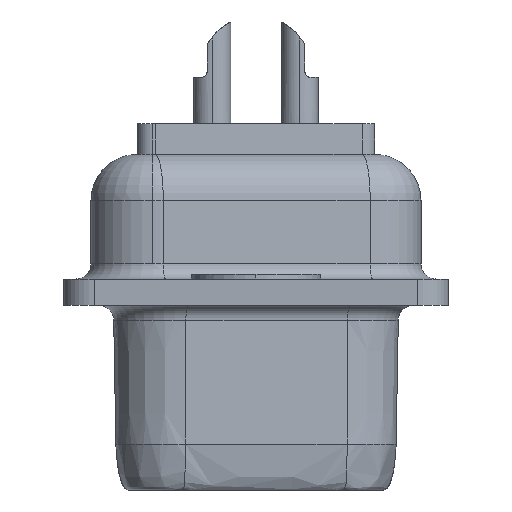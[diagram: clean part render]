
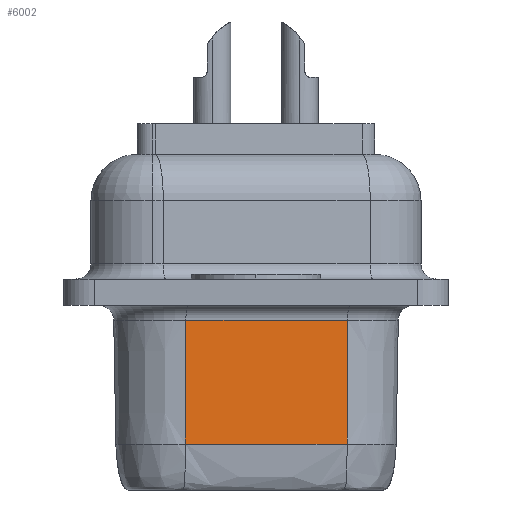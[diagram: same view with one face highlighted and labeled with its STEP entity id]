
A CAD part, left-side view. The second image highlights one B-rep face of the part: STEP entity #6002.
In plain terms, the highlighted planar face has unit normal (-0.985, -0.174, -0.018).
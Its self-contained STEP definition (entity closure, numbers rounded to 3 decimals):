
#625 = CARTESIAN_POINT ( 'NONE',  ( -13.022, 2.291, 1.493 ) ) ;
#928 = CARTESIAN_POINT ( 'NONE',  ( -12.996, 2.295, 0. ) ) ;
#1457 = EDGE_CURVE ( 'NONE', #15351, #13994, #13768, .T. ) ;
#1754 = CARTESIAN_POINT ( 'NONE',  ( -12.07, -2.955, 0. ) ) ;
#1827 = VERTEX_POINT ( 'NONE', #10324 ) ;
#2243 = DIRECTION ( 'NONE',  ( -0.174, 0.985, 0. ) ) ;
#2386 = CARTESIAN_POINT ( 'NONE',  ( -12.405, -1.209, 1.493 ) ) ;
#2633 = B_SPLINE_CURVE_WITH_KNOTS ( 'NONE', 3,
 ( #625, #6426, #2386, #8828 ),
 .UNSPECIFIED., .F., .F.,
 ( 4, 4 ),
 ( 0., 1. ),
 .UNSPECIFIED. ) ;
#3213 = DIRECTION ( 'NONE',  ( 0.017, 0.003, -1. ) ) ;
#3241 = ORIENTED_EDGE ( 'NONE', *, *, #14521, .T. ) ;
#4116 = LINE ( 'NONE', #4260, #4556 ) ;
#4260 = CARTESIAN_POINT ( 'NONE',  ( -13.091, 2.278, 5.509 ) ) ;
#4556 = VECTOR ( 'NONE', #2243, 1000. ) ;
#5248 = CARTESIAN_POINT ( 'NONE',  ( -13.091, 2.278, 5.509 ) ) ;
#5313 = CARTESIAN_POINT ( 'NONE',  ( -12.996, 2.295, 0. ) ) ;
#5752 = VERTEX_POINT ( 'NONE', #5248 ) ;
#5834 = VECTOR ( 'NONE', #19961, 1000. ) ;
#6002 = ADVANCED_FACE ( 'NONE', ( #21645 ), #17209, .T. ) ;
#6103 = ORIENTED_EDGE ( 'NONE', *, *, #14367, .T. ) ;
#6426 = CARTESIAN_POINT ( 'NONE',  ( -12.713, 0.541, 1.493 ) ) ;
#8828 = CARTESIAN_POINT ( 'NONE',  ( -12.096, -2.959, 1.493 ) ) ;
#9404 = ORIENTED_EDGE ( 'NONE', *, *, #1457, .F. ) ;
#10324 = CARTESIAN_POINT ( 'NONE',  ( -13.022, 2.291, 1.493 ) ) ;
#11257 = DIRECTION ( 'NONE',  ( -0.985, -0.174, -0.017 ) ) ;
#11841 = EDGE_LOOP ( 'NONE', ( #6103, #3241, #9404, #12287 ) ) ;
#12287 = ORIENTED_EDGE ( 'NONE', *, *, #23418, .T. ) ;
#13466 = LINE ( 'NONE', #928, #23238 ) ;
#13768 = LINE ( 'NONE', #1754, #5834 ) ;
#13994 = VERTEX_POINT ( 'NONE', #20106 ) ;
#14367 = EDGE_CURVE ( 'NONE', #5752, #1827, #13466, .T. ) ;
#14521 = EDGE_CURVE ( 'NONE', #1827, #13994, #2633, .T. ) ;
#15351 = VERTEX_POINT ( 'NONE', #26036 ) ;
#17173 = AXIS2_PLACEMENT_3D ( 'NONE', #5313, #11257, #25981 ) ;
#17209 = PLANE ( 'NONE',  #17173 ) ;
#19961 = DIRECTION ( 'NONE',  ( 0.017, 0.003, -1. ) ) ;
#20106 = CARTESIAN_POINT ( 'NONE',  ( -12.096, -2.959, 1.493 ) ) ;
#21645 = FACE_OUTER_BOUND ( 'NONE', #11841, .T. ) ;
#23238 = VECTOR ( 'NONE', #3213, 1000. ) ;
#23418 = EDGE_CURVE ( 'NONE', #15351, #5752, #4116, .T. ) ;
#25981 = DIRECTION ( 'NONE',  ( 0.174, -0.985, 0. ) ) ;
#26036 = CARTESIAN_POINT ( 'NONE',  ( -12.165, -2.972, 5.509 ) ) ;
